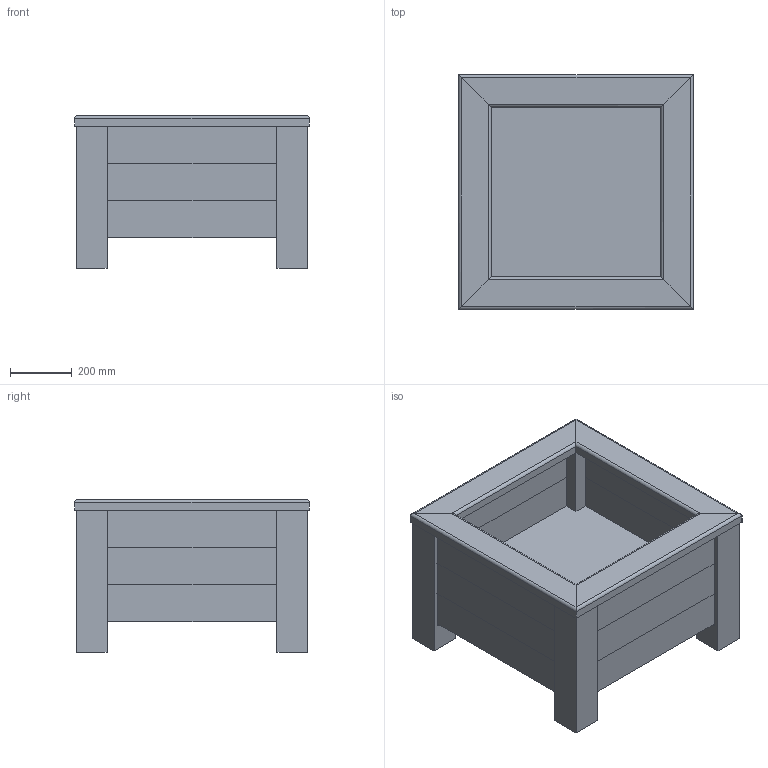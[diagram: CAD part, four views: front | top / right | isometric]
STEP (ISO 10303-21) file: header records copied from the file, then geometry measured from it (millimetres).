
FILE_DESCRIPTION(/* description */ (''),/* implementation_level */ '2;1');
FILE_NAME(/* name */ 'BB Milano 75x75x50 3D.stp',/* time_stamp */ '2021-10-08T13:31:41+02:00',/* author */ ('vital'),/* organization */ (''),/* preprocessor_version */ 'ST-DEVELOPER v18.1',/* originating_system */ 'Autodesk Inventor 2022',/* authorisation */ '');
FILE_SCHEMA (('AUTOMOTIVE_DESIGN { 1 0 10303 214 3 1 1 }'));
Length unit declared in the file: millimetre
Products named in the file (1): BB Milano 75x75x50 3D
Bounding box: 760 x 760 x 495 mm (x, y, z)
Volume: 74073129.9 mm3; surface area: 5511956.1 mm2
Topology: 26 solids, 26 shells, 216 faces, 492 edges, 328 vertices
Faces by surface type: plane 192, cylinder 24
Entity records: 6245 total; most frequent: CARTESIAN_POINT 1037, ORIENTED_EDGE 984, DIRECTION 974, EDGE_CURVE 492, LINE 444, VECTOR 444, VERTEX_POINT 328, AXIS2_PLACEMENT_3D 265
